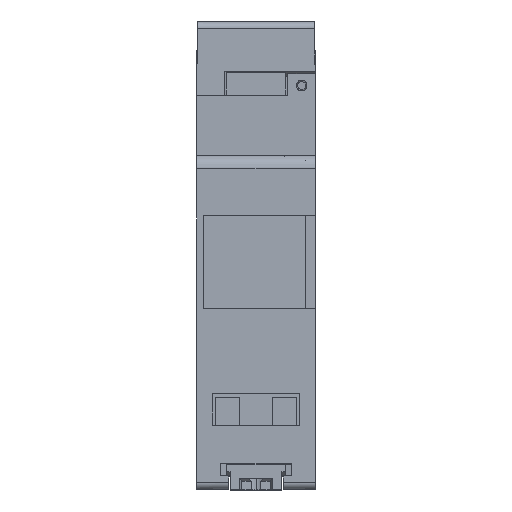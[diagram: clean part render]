
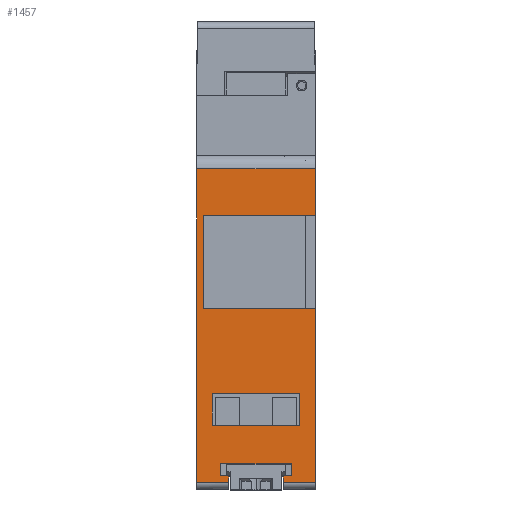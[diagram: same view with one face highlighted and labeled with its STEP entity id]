
A CAD part, front view. The second image highlights one B-rep face of the part: STEP entity #1457.
In plain terms, the highlighted planar face has unit normal (0, -1, 0).
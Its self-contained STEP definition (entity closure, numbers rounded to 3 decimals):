
#1457=ADVANCED_FACE('HAUPTK\X\D6RPER 232803',(#3489,#3490),#3491,.F.);
#3489=FACE_OUTER_BOUND('',#6144,.T.);
#3490=FACE_BOUND('',#6145,.T.);
#3491=PLANE('',#6146);
#6144=EDGE_LOOP('',(#14679,#14680,#14681,#14682,#14683,#14684,#14685,#14686,#14687,#14688,#14689,#14690,#14691,#14692,#14693,#14694));
#6145=EDGE_LOOP('',(#14695,#14696,#14697,#14698));
#6146=AXIS2_PLACEMENT_3D('',#14699,#14700,#14701);
#14679=ORIENTED_EDGE('',*,*,#21759,.T.);
#14680=ORIENTED_EDGE('',*,*,#21760,.F.);
#14681=ORIENTED_EDGE('',*,*,#21761,.F.);
#14682=ORIENTED_EDGE('',*,*,#21762,.F.);
#14683=ORIENTED_EDGE('',*,*,#21763,.F.);
#14684=ORIENTED_EDGE('',*,*,#21764,.F.);
#14685=ORIENTED_EDGE('',*,*,#21589,.T.);
#14686=ORIENTED_EDGE('',*,*,#21765,.F.);
#14687=ORIENTED_EDGE('',*,*,#21766,.T.);
#14688=ORIENTED_EDGE('',*,*,#21767,.F.);
#14689=ORIENTED_EDGE('',*,*,#21754,.F.);
#14690=ORIENTED_EDGE('',*,*,#21702,.T.);
#14691=ORIENTED_EDGE('',*,*,#21768,.T.);
#14692=ORIENTED_EDGE('',*,*,#21769,.F.);
#14693=ORIENTED_EDGE('',*,*,#21770,.F.);
#14694=ORIENTED_EDGE('',*,*,#21771,.T.);
#14695=ORIENTED_EDGE('',*,*,#21772,.F.);
#14696=ORIENTED_EDGE('',*,*,#21558,.T.);
#14697=ORIENTED_EDGE('',*,*,#21773,.F.);
#14698=ORIENTED_EDGE('',*,*,#21599,.T.);
#14699=CARTESIAN_POINT('',(0.0,5.3,0.075));
#14700=DIRECTION('',(0.0,1.0,0.));
#14701=DIRECTION('',(1.0,0.0,0.0));
#21558=EDGE_CURVE('LINE',#25566,#25609,#25611,.T.);
#21589=EDGE_CURVE('LINE',#25667,#25665,#25668,.T.);
#21599=EDGE_CURVE('LINE',#25685,#25683,#25686,.T.);
#21702=EDGE_CURVE('',#25861,#25858,#25862,.T.);
#21754=EDGE_CURVE('LINE',#25861,#25949,#25950,.T.);
#21759=EDGE_CURVE('LINE',#25956,#25957,#25958,.T.);
#21760=EDGE_CURVE('',#25959,#25957,#25960,.T.);
#21761=EDGE_CURVE('',#25961,#25959,#25962,.T.);
#21762=EDGE_CURVE('',#25963,#25961,#25964,.T.);
#21763=EDGE_CURVE('',#25965,#25963,#25966,.T.);
#21764=EDGE_CURVE('',#25667,#25965,#25967,.T.);
#21765=EDGE_CURVE('LINE',#25968,#25665,#25969,.T.);
#21766=EDGE_CURVE('LINE',#25968,#25970,#25971,.T.);
#21767=EDGE_CURVE('LINE',#25949,#25970,#25972,.T.);
#21768=EDGE_CURVE('LINE',#25858,#25973,#25974,.T.);
#21769=EDGE_CURVE('LINE',#25975,#25973,#25976,.T.);
#21770=EDGE_CURVE('LINE',#25977,#25975,#25978,.T.);
#21771=EDGE_CURVE('LINE',#25977,#25956,#25979,.T.);
#21772=EDGE_CURVE('',#25566,#25683,#25980,.T.);
#21773=EDGE_CURVE('LINE',#25685,#25609,#25981,.T.);
#25566=VERTEX_POINT('',#32347);
#25609=VERTEX_POINT('',#32412);
#25611=LINE('',#32415,#32416);
#25665=VERTEX_POINT('',#32496);
#25667=VERTEX_POINT('',#32499);
#25668=LINE('',#32500,#32501);
#25683=VERTEX_POINT('',#32521);
#25685=VERTEX_POINT('',#32524);
#25686=LINE('',#32525,#32526);
#25858=VERTEX_POINT('',#32781);
#25861=VERTEX_POINT('',#32798);
#25862=LINE('',#32799,#32800);
#25949=VERTEX_POINT('',#32982);
#25950=LINE('',#32983,#32984);
#25956=VERTEX_POINT('',#32997);
#25957=VERTEX_POINT('',#32998);
#25958=LINE('',#32999,#33000);
#25959=VERTEX_POINT('',#33001);
#25960=LINE('',#33002,#33003);
#25961=VERTEX_POINT('',#33004);
#25962=LINE('',#33005,#33006);
#25963=VERTEX_POINT('',#33007);
#25964=LINE('',#33008,#33009);
#25965=VERTEX_POINT('',#33010);
#25966=LINE('',#33011,#33012);
#25967=LINE('',#33013,#33014);
#25968=VERTEX_POINT('',#33015);
#25969=LINE('',#33016,#33017);
#25970=VERTEX_POINT('',#33018);
#25971=LINE('',#33019,#33020);
#25972=LINE('',#33021,#33022);
#25973=VERTEX_POINT('',#33023);
#25974=LINE('',#33024,#33025);
#25975=VERTEX_POINT('',#33026);
#25976=LINE('',#33027,#33028);
#25977=VERTEX_POINT('',#33029);
#25978=LINE('',#33030,#33031);
#25979=LINE('',#33032,#33033);
#25980=LINE('',#33034,#33035);
#25981=LINE('',#33036,#33037);
#32347=CARTESIAN_POINT('',(15.525,5.3,9.64));
#32412=CARTESIAN_POINT('',(2.325,5.3,9.71));
#32415=CARTESIAN_POINT('',(9.839,5.3,9.67));
#32416=VECTOR('',#39082,1.0);
#32496=CARTESIAN_POINT('',(1.0,5.3,27.266));
#32499=CARTESIAN_POINT('',(17.85,5.3,27.178));
#32500=CARTESIAN_POINT('',(9.426,5.3,27.222));
#32501=VECTOR('',#39110,1.0);
#32521=CARTESIAN_POINT('',(15.525,5.3,14.56));
#32524=CARTESIAN_POINT('',(2.325,5.3,14.49));
#32525=CARTESIAN_POINT('',(9.839,5.3,14.53));
#32526=VECTOR('',#39122,1.0);
#32781=CARTESIAN_POINT('',(0.0,5.3,1.075));
#32798=CARTESIAN_POINT('',(0.0,5.3,48.225));
#32799=CARTESIAN_POINT('',(0.0,5.3,24.65));
#32800=VECTOR('',#39218,1.0);
#32982=CARTESIAN_POINT('',(17.85,5.3,48.225));
#32983=CARTESIAN_POINT('',(8.925,5.3,48.225));
#32984=VECTOR('',#39282,1.0);
#32997=CARTESIAN_POINT('',(3.6,5.3,3.975));
#32998=CARTESIAN_POINT('',(14.25,5.3,3.975));
#32999=CARTESIAN_POINT('',(9.963,5.3,3.975));
#33000=VECTOR('',#39287,1.0);
#33001=CARTESIAN_POINT('',(14.25,5.3,2.125));
#33002=CARTESIAN_POINT('',(14.25,5.3,2.125));
#33003=VECTOR('',#39288,1.0);
#33004=CARTESIAN_POINT('',(13.0,5.3,2.125));
#33005=CARTESIAN_POINT('',(13.0,5.3,2.125));
#33006=VECTOR('',#39289,1.0);
#33007=CARTESIAN_POINT('',(13.0,5.3,1.126));
#33008=CARTESIAN_POINT('',(13.0,5.3,0.075));
#33009=VECTOR('',#39290,1.0);
#33010=CARTESIAN_POINT('',(17.85,5.3,1.075));
#33011=CARTESIAN_POINT('',(17.86,5.3,1.075));
#33012=VECTOR('',#39291,1.0);
#33013=CARTESIAN_POINT('',(17.85,5.3,7.187));
#33014=VECTOR('',#39292,1.0);
#33015=CARTESIAN_POINT('',(1.0,5.3,41.184));
#33016=CARTESIAN_POINT('',(1.0,5.3,0.075));
#33017=VECTOR('',#39293,1.0);
#33018=CARTESIAN_POINT('',(17.85,5.3,41.272));
#33019=CARTESIAN_POINT('',(9.426,5.3,41.228));
#33020=VECTOR('',#39294,1.0);
#33021=CARTESIAN_POINT('',(17.85,5.3,44.997));
#33022=VECTOR('',#39295,1.0);
#33023=CARTESIAN_POINT('',(4.85,5.3,1.126));
#33024=CARTESIAN_POINT('',(2.425,5.3,1.1));
#33025=VECTOR('',#39296,1.0);
#33026=CARTESIAN_POINT('',(4.85,5.3,2.125));
#33027=CARTESIAN_POINT('',(4.85,5.3,1.625));
#33028=VECTOR('',#39297,1.0);
#33029=CARTESIAN_POINT('',(3.6,5.3,2.125));
#33030=CARTESIAN_POINT('',(4.225,5.3,2.125));
#33031=VECTOR('',#39298,1.0);
#33032=CARTESIAN_POINT('',(3.6,5.3,3.05));
#33033=VECTOR('',#39299,1.0);
#33034=CARTESIAN_POINT('',(15.525,5.3,32.7));
#33035=VECTOR('',#39300,1.0);
#33036=CARTESIAN_POINT('',(2.325,5.3,12.1));
#33037=VECTOR('',#39301,1.0);
#39082=DIRECTION('',(-1.,0.,0.005));
#39110=DIRECTION('',(-1.,0.,0.005));
#39122=DIRECTION('',(1.,0.,0.005));
#39218=DIRECTION('',(0.0,0.,-1.0));
#39282=DIRECTION('',(1.0,0.0,0.0));
#39287=DIRECTION('',(1.0,0.0,0.0));
#39288=DIRECTION('',(0.0,0.,1.0));
#39289=DIRECTION('',(1.0,0.0,0.0));
#39290=DIRECTION('',(0.0,0.,1.0));
#39291=DIRECTION('',(-1.,0.,0.01));
#39292=DIRECTION('',(0.0,0.,-1.0));
#39293=DIRECTION('',(0.0,0.,-1.0));
#39294=DIRECTION('',(1.,0.,0.005));
#39295=DIRECTION('',(0.0,0.,-1.0));
#39296=DIRECTION('',(1.,0.,0.01));
#39297=DIRECTION('',(0.0,0.,-1.0));
#39298=DIRECTION('',(1.0,0.0,0.0));
#39299=DIRECTION('',(0.0,0.,1.0));
#39300=DIRECTION('',(0.0,0.,1.0));
#39301=DIRECTION('',(0.0,0.,-1.0));
